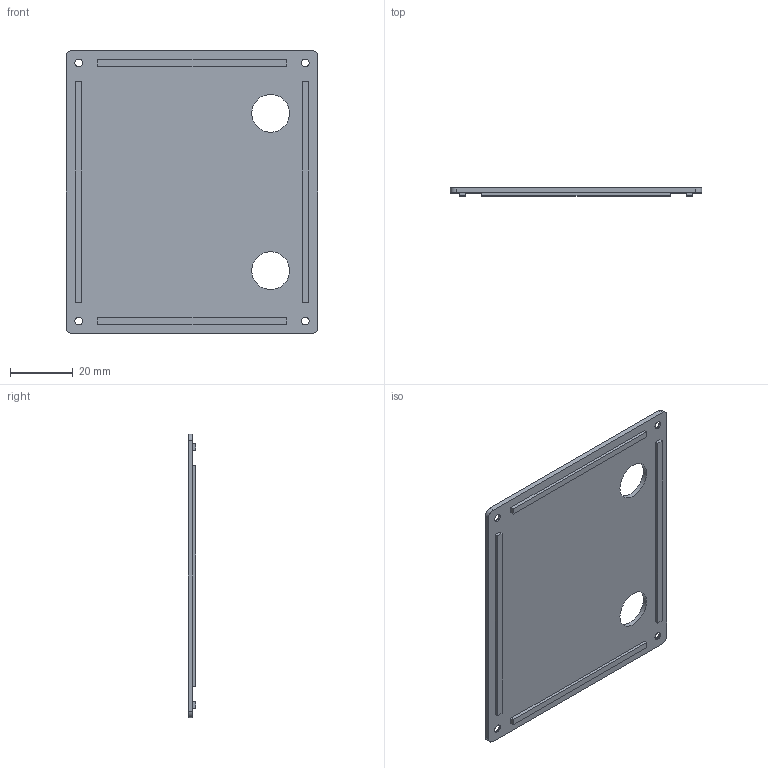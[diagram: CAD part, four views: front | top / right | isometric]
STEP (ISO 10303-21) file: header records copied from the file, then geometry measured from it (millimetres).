
FILE_DESCRIPTION(/* description */ (''),/* implementation_level */ '2;1');
FILE_NAME(/* name */ 'PageTurner_Lid.step',/* time_stamp */ '2022-07-09T17:55:27+02:00',/* author */ (''),/* organization */ (''),/* preprocessor_version */ 'ST-DEVELOPER v19',/* originating_system */ 'Autodesk Translation Framework v11.7.0.108',/* authorisation */ '');
FILE_SCHEMA (('AUTOMOTIVE_DESIGN { 1 0 10303 214 3 1 1 }'));
Length unit declared in the file: millimetre
Products named in the file (1): Footswitch_Deckel
Bounding box: 80 x 2.5 x 90 mm (x, y, z)
Volume: 10926.2 mm3; surface area: 15089.3 mm2
Topology: 1 solids, 1 shells, 40 faces, 98 edges, 64 vertices
Faces by surface type: plane 26, cylinder 10, cone 4
Full cylindrical faces by diameter (mm): 2.5 x4, 12 x2
Entity records: 1231 total; most frequent: DIRECTION 204, CARTESIAN_POINT 203, ORIENTED_EDGE 196, EDGE_CURVE 98, LINE 74, VECTOR 74, AXIS2_PLACEMENT_3D 65, VERTEX_POINT 64
